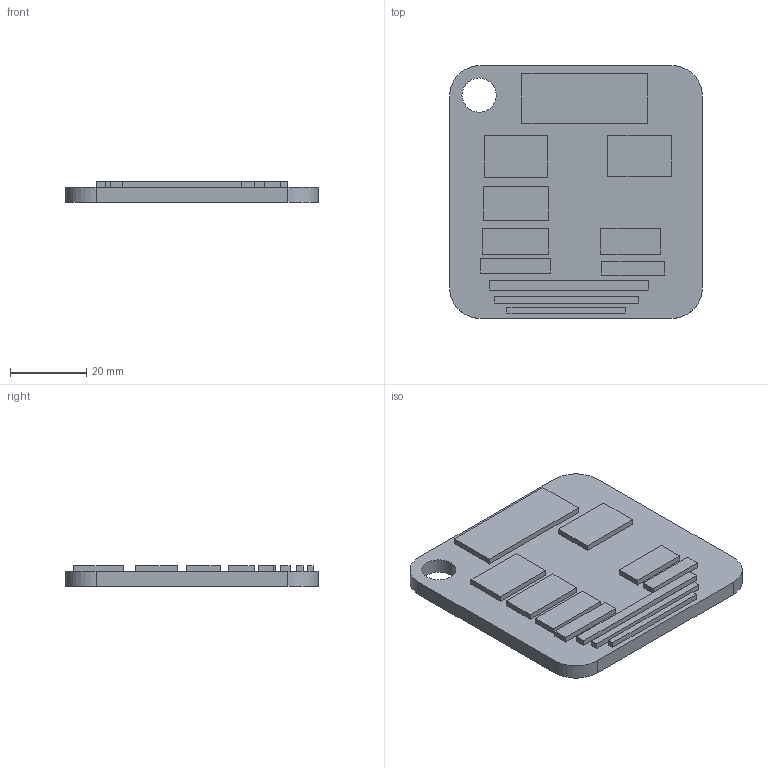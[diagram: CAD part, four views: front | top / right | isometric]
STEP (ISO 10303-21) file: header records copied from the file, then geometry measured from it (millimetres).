
FILE_DESCRIPTION(/* description */ (''),/* implementation_level */ '2;1');
FILE_NAME(/* name */ 'centicrop keychain.step',/* time_stamp */ '2026-01-16T10:56:17-06:00',/* author */ (''),/* organization */ (''),/* preprocessor_version */ 'ST-DEVELOPER v20.1',/* originating_system */ 'Autodesk Translation Framework v14.21.0.0',/* authorisation */ '');
FILE_SCHEMA (('AUTOMOTIVE_DESIGN { 1 0 10303 214 3 1 1 }'));
Length unit declared in the file: millimetre
Products named in the file (2): centicrop keychain; Keychain
Assembly tree (1 placements, depth 2):
  centicrop keychain
    Keychain
Bounding box: 66.5 x 66.5 x 5.5 mm (x, y, z)
Volume: 19533.8 mm3; surface area: 16094 mm2
Topology: 12 solids, 12 shells, 121 faces, 291 edges, 194 vertices
Faces by surface type: plane 116, cylinder 5
Full cylindrical faces by diameter (mm): 9 x1
Entity records: 3545 total; most frequent: CARTESIAN_POINT 609, ORIENTED_EDGE 582, DIRECTION 549, EDGE_CURVE 291, LINE 281, VECTOR 281, VERTEX_POINT 194, EDGE_LOOP 145
